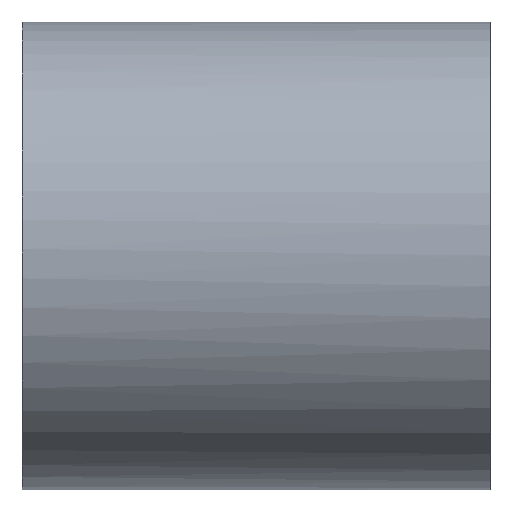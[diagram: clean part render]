
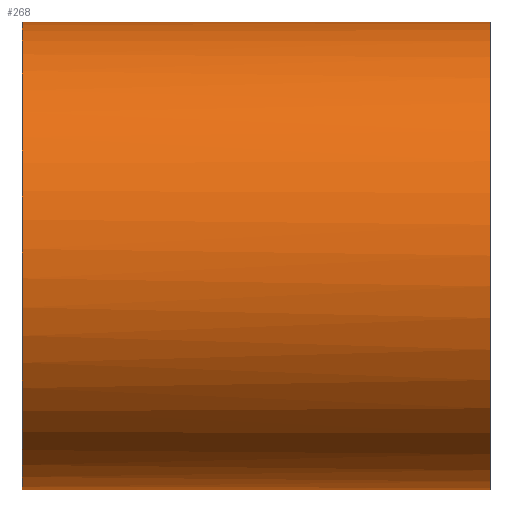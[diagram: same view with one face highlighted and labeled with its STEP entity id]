
A CAD part, left-side view. The second image highlights one B-rep face of the part: STEP entity #268.
In plain terms, the highlighted free-form (B-spline) face has degree [1, 3] with [2, 7] control points.
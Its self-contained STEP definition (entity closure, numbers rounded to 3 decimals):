
#1 = ORIENTED_EDGE ( 'NONE', *, *, #7, .F. ) ;
#3 = B_SPLINE_CURVE_WITH_KNOTS ( 'NONE', 1,
 ( #211, #306 ),
 .UNSPECIFIED., .F., .F.,
 ( 2, 2 ),
 ( -1., 0. ),
 .UNSPECIFIED. ) ;
#5 = CARTESIAN_POINT ( 'NONE',  ( -12.289, 40., -15.995 ) ) ;
#7 = EDGE_CURVE ( 'NONE', #144, #49, #9, .T. ) ;
#9 = B_SPLINE_CURVE_WITH_KNOTS ( 'NONE', 1,
 ( #270, #177 ),
 .UNSPECIFIED., .F., .F.,
 ( 2, 2 ),
 ( -1., 0. ),
 .UNSPECIFIED. ) ;
#15 = CARTESIAN_POINT ( 'NONE',  ( -20., 0., 0. ) ) ;
#16 = CARTESIAN_POINT ( 'NONE',  ( 0., 40., -20. ) ) ;
#17 = CARTESIAN_POINT ( 'NONE',  ( -15.995, 40., 12.289 ) ) ;
#20 = ORIENTED_EDGE ( 'NONE', *, *, #150, .F. ) ;
#32 = CARTESIAN_POINT ( 'NONE',  ( -2.62, 40., -20. ) ) ;
#39 = CARTESIAN_POINT ( 'NONE',  ( -11.716, 0., 20. ) ) ;
#41 = CARTESIAN_POINT ( 'NONE',  ( -11.716, 40., 20. ) ) ;
#42 = CARTESIAN_POINT ( 'NONE',  ( -20., 40., 11.716 ) ) ;
#49 = VERTEX_POINT ( 'NONE', #179 ) ;
#52 = CARTESIAN_POINT ( 'NONE',  ( -17.475, 40., -10.074 ) ) ;
#58 = CARTESIAN_POINT ( 'NONE',  ( 0., 40., -20. ) ) ;
#65 = CARTESIAN_POINT ( 'NONE',  ( -11.716, 0., 20. ) ) ;
#71 = CARTESIAN_POINT ( 'NONE',  ( 0., 0., -20. ) ) ;
#77 = CARTESIAN_POINT ( 'NONE',  ( -15.995, 40., -12.289 ) ) ;
#78 = CARTESIAN_POINT ( 'NONE',  ( 0., 0., -20. ) ) ;
#80 = FACE_OUTER_BOUND ( 'NONE', #114, .T. ) ;
#86 = ORIENTED_EDGE ( 'NONE', *, *, #206, .F. ) ;
#97 = CARTESIAN_POINT ( 'NONE',  ( -19.48, 40., -5.233 ) ) ;
#98 = B_SPLINE_CURVE_WITH_KNOTS ( 'NONE', 3,
 ( #58, #32, #226, #103, #5, #77, #52, #97, #198, #296, #108, #301, #17, #213, #240, #264, #208, #185 ),
 .UNSPECIFIED., .F., .F.,
 ( 4, 2, 2, 2, 2, 2, 2, 2, 4 ),
 ( 0., 0.393, 0.785, 1.178, 1.571, 1.963, 2.356, 2.749, 3.142 ),
 .UNSPECIFIED. ) ;
#103 = CARTESIAN_POINT ( 'NONE',  ( -10.074, 40., -17.475 ) ) ;
#108 = CARTESIAN_POINT ( 'NONE',  ( -19.48, 40., 5.233 ) ) ;
#109 = CARTESIAN_POINT ( 'NONE',  ( -11.716, 40., -20. ) ) ;
#114 = EDGE_LOOP ( 'NONE', ( #86, #247, #1, #20 ) ) ;
#117 = VERTEX_POINT ( 'NONE', #250 ) ;
#131 =( BOUNDED_SURFACE ( )  B_SPLINE_SURFACE ( 1, 3, ( 
 ( #164, #41, #42, #136, #238, #109, #16 ),
 ( #282, #65, #167, #140, #225, #293, #71 ) ),
 .UNSPECIFIED., .F., .F., .F. ) 
 B_SPLINE_SURFACE_WITH_KNOTS ( ( 2, 2 ),
 ( 4, 3, 4 ),
 ( 0., 1. ),
 ( 0., 0.5, 1. ),
 .UNSPECIFIED. ) 
 GEOMETRIC_REPRESENTATION_ITEM ( )  RATIONAL_B_SPLINE_SURFACE ( (
 ( 1., 0.805, 0.805, 1., 0.805, 0.805, 1.),
 ( 1., 0.805, 0.805, 1., 0.805, 0.805, 1.) ) ) 
 REPRESENTATION_ITEM ( '' )  SURFACE ( )  );
#136 = CARTESIAN_POINT ( 'NONE',  ( -20., 40., 0. ) ) ;
#138 = CARTESIAN_POINT ( 'NONE',  ( 0., 0., -20. ) ) ;
#140 = CARTESIAN_POINT ( 'NONE',  ( -20., 0., 0. ) ) ;
#144 = VERTEX_POINT ( 'NONE', #199 ) ;
#150 = EDGE_CURVE ( 'NONE', #117, #144, #98, .T. ) ;
#162 = CARTESIAN_POINT ( 'NONE',  ( -11.716, 0., -20. ) ) ;
#164 = CARTESIAN_POINT ( 'NONE',  ( 0., 40., 20. ) ) ;
#167 = CARTESIAN_POINT ( 'NONE',  ( -20., 0., 11.716 ) ) ;
#177 = CARTESIAN_POINT ( 'NONE',  ( 0., 0., 20. ) ) ;
#179 = CARTESIAN_POINT ( 'NONE',  ( 0., 0., 20. ) ) ;
#184 = CARTESIAN_POINT ( 'NONE',  ( -20., 0., -11.716 ) ) ;
#185 = CARTESIAN_POINT ( 'NONE',  ( 0., 40., 20. ) ) ;
#190 = VERTEX_POINT ( 'NONE', #138 ) ;
#198 = CARTESIAN_POINT ( 'NONE',  ( -20., 40., -2.62 ) ) ;
#199 = CARTESIAN_POINT ( 'NONE',  ( 0., 40., 20. ) ) ;
#200 = EDGE_CURVE ( 'NONE', #190, #49, #224, .T. ) ;
#206 = EDGE_CURVE ( 'NONE', #190, #117, #3, .T. ) ;
#208 = CARTESIAN_POINT ( 'NONE',  ( -2.62, 40., 20. ) ) ;
#211 = CARTESIAN_POINT ( 'NONE',  ( 0., 0., -20. ) ) ;
#213 = CARTESIAN_POINT ( 'NONE',  ( -12.289, 40., 15.995 ) ) ;
#224 =( BOUNDED_CURVE ( )  B_SPLINE_CURVE ( 3, ( #78, #162, #184, #15, #302, #39, #235 ),
 .UNSPECIFIED., .F., .T. ) 
 B_SPLINE_CURVE_WITH_KNOTS ( ( 4, 3, 4 ),
 ( -3.142, -1.571, 0. ),
 .UNSPECIFIED. ) 
 CURVE ( )  GEOMETRIC_REPRESENTATION_ITEM ( )  RATIONAL_B_SPLINE_CURVE ( ( 1., 0.805, 0.805, 1., 0.805, 0.805, 1. ) ) 
 REPRESENTATION_ITEM ( '' )  );
#225 = CARTESIAN_POINT ( 'NONE',  ( -20., 0., -11.716 ) ) ;
#226 = CARTESIAN_POINT ( 'NONE',  ( -5.233, 40., -19.48 ) ) ;
#235 = CARTESIAN_POINT ( 'NONE',  ( 0., 0., 20. ) ) ;
#238 = CARTESIAN_POINT ( 'NONE',  ( -20., 40., -11.716 ) ) ;
#240 = CARTESIAN_POINT ( 'NONE',  ( -10.074, 40., 17.475 ) ) ;
#247 = ORIENTED_EDGE ( 'NONE', *, *, #200, .T. ) ;
#250 = CARTESIAN_POINT ( 'NONE',  ( 0., 40., -20. ) ) ;
#264 = CARTESIAN_POINT ( 'NONE',  ( -5.233, 40., 19.48 ) ) ;
#268 = ADVANCED_FACE ( 'NONE', ( #80 ), #131, .F. ) ;
#270 = CARTESIAN_POINT ( 'NONE',  ( 0., 40., 20. ) ) ;
#282 = CARTESIAN_POINT ( 'NONE',  ( 0., 0., 20. ) ) ;
#293 = CARTESIAN_POINT ( 'NONE',  ( -11.716, 0., -20. ) ) ;
#296 = CARTESIAN_POINT ( 'NONE',  ( -20., 40., 2.62 ) ) ;
#301 = CARTESIAN_POINT ( 'NONE',  ( -17.475, 40., 10.074 ) ) ;
#302 = CARTESIAN_POINT ( 'NONE',  ( -20., 0., 11.716 ) ) ;
#306 = CARTESIAN_POINT ( 'NONE',  ( 0., 40., -20. ) ) ;
